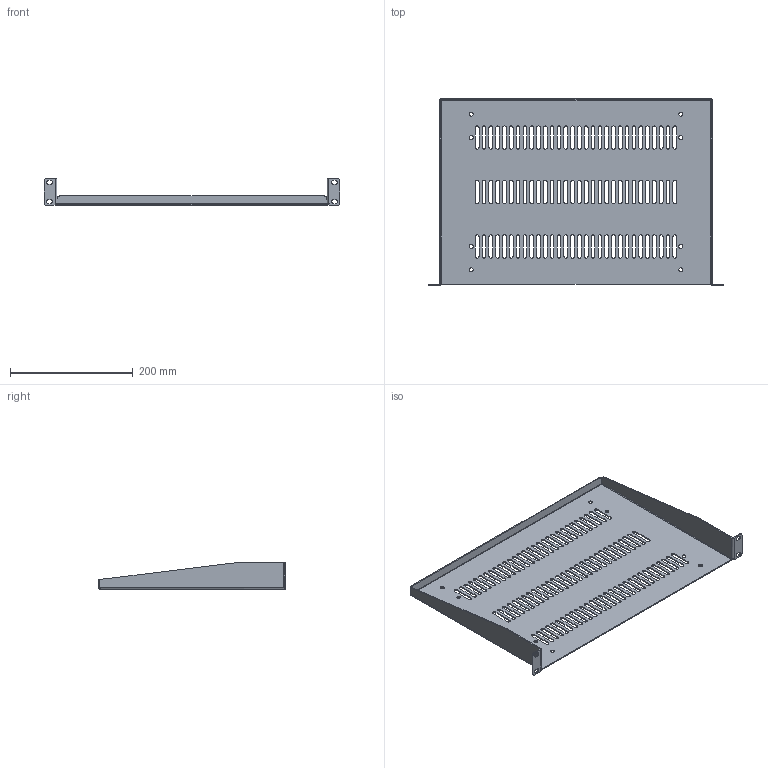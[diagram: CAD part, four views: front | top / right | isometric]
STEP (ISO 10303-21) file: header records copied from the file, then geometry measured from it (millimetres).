
FILE_DESCRIPTION (( 'STEP AP203' ), '1' );
FILE_NAME ('RASV190112BK1.step', '2020-11-12T15:55:09', ( 'ADC123' ), ( 'Microsoft' ), 'SwSTEP 2.0', 'SolidWorks 2019', '' );
FILE_SCHEMA (( 'CONFIG_CONTROL_DESIGN' ));
Length unit declared in the file: inch
Products named in the file (1): RASV190112BK1
Bounding box: 482.75 x 304.8 x 43.64 mm (x, y, z)
Volume: 257025.4 mm3; surface area: 298385.5 mm2
Topology: 1 solids, 1 shells, 448 faces, 1314 edges, 864 vertices
Faces by surface type: plane 228, cylinder 216, bspline 4
Full cylindrical faces by diameter (mm): 6.35 x8
Entity records: 16294 total; most frequent: CARTESIAN_POINT 3716, ORIENTED_EDGE 2612, DIRECTION 2509, EDGE_CURVE 1306, VERTEX_POINT 864, VECTOR 859, LINE 859, AXIS2_PLACEMENT_3D 825
